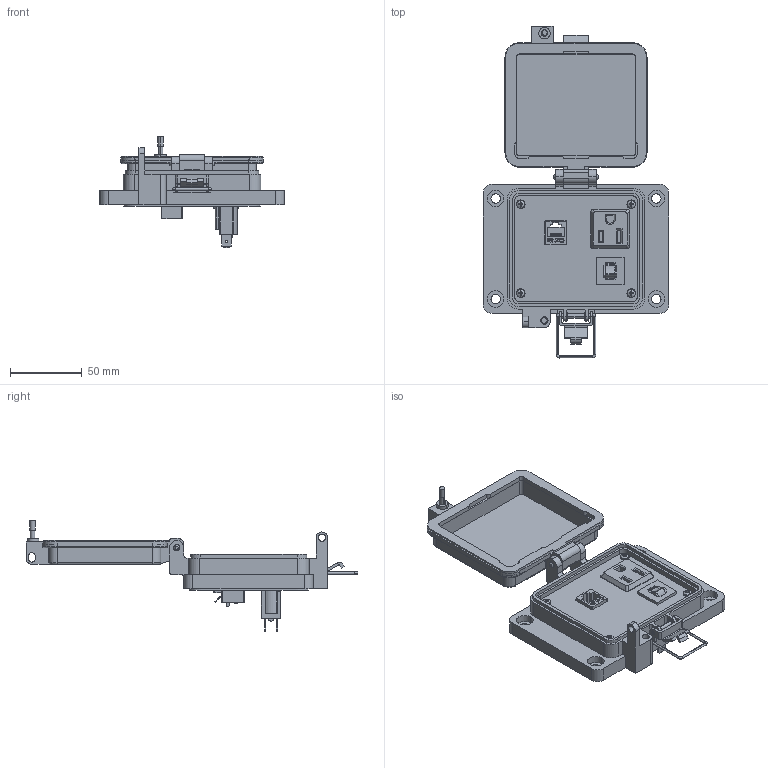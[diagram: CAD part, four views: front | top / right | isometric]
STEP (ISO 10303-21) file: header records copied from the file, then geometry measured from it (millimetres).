
FILE_DESCRIPTION (( 'STEP AP203' ), '1' );
FILE_NAME ('P-R2-K4R3_3D.STEP', '2018-12-18T14:11:52', ( '' ), ( '' ), 'SwSTEP 2.0', 'SolidWorks 2018', '' );
FILE_SCHEMA (( 'CONFIG_CONTROL_DESIGN' ));
Length unit declared in the file: millimetre
Products named in the file (14): Z-CB-SM; P-R2-K4R3_BP180_1; CBX; P-R2-K4R3_TP060_1; Z-H-K4_B; Z-000-4243316TFP; -K4; P-R2-K4R3_FP060_1; 92005A124_METRIC PAN HEAD PHILLIPS MACHINE SCREW_92005A124; Z-300-RJ45CAT5; P-R2-K4R3_3D; R2; Z-200-OTLT-R0SQ; R
Assembly tree (18 placements, depth 3):
  P-R2-K4R3_3D
    P-R2-K4R3_BP180_1
    P-R2-K4R3_TP060_1
    Z-000-4243316TFP  x3
    P-R2-K4R3_FP060_1
    R2
      Z-300-RJ45CAT5
    R
      Z-200-OTLT-R0SQ
    CBX
      Z-CB-SM
    -K4
      Z-H-K4_B
    92005A124_METRIC PAN HEAD PHILLIPS MACHINE SCREW_92005A124  x4
Bounding box: 129 x 231.28 x 77.64 mm (x, y, z)
Volume: 182784.4 mm3; surface area: 112884.8 mm2
Topology: 23 solids, 23 shells, 2115 faces, 5927 edges, 3922 vertices
Faces by surface type: cylinder 935, plane 848, bspline 220, cone 72, torus 32, sphere 8
Entity records: 55808 total; most frequent: CARTESIAN_POINT 18475, ORIENTED_EDGE 8030, DIRECTION 6605, EDGE_CURVE 4015, VERTEX_POINT 2655, VECTOR 2515, LINE 2515, AXIS2_PLACEMENT_3D 2045
